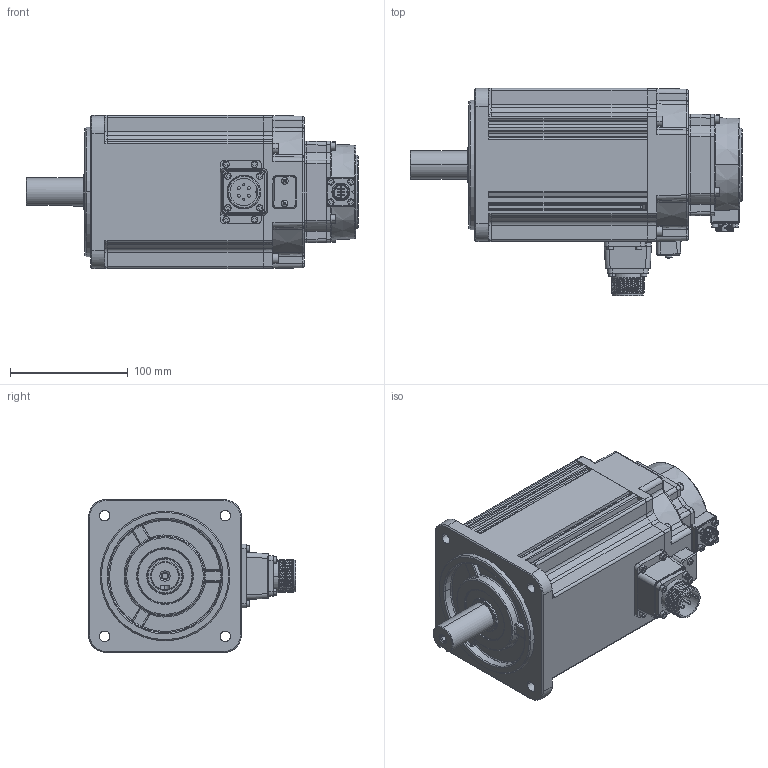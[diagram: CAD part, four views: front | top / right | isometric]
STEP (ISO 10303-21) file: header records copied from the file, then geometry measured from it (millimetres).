
FILE_DESCRIPTION (( 'STEP AP203' ), '1' );
FILE_NAME ('MS6G-130TL15BZ2-42P3.STEP', '2023-01-12T07:52:24', ( '' ), ( '' ), 'SwSTEP 2.0', 'SolidWorks 2016', '' );
FILE_SCHEMA (( 'CONFIG_CONTROL_DESIGN' ));
Length unit declared in the file: millimetre
Products named in the file (1): MS6G-130TL15BZ2-42P3
Bounding box: 282 x 175.9 x 130 mm (x, y, z)
Surface area: 182231.9 mm2 (no closed solid volume)
Topology: 0 solids, 79 shells, 1172 faces, 3504 edges, 2361 vertices
Faces by surface type: plane 421, cylinder 386, bspline 175, torus 113, cone 70, sphere 7
Entity records: 47685 total; most frequent: CARTESIAN_POINT 17992, ORIENTED_EDGE 5963, DIRECTION 5918, EDGE_CURVE 3477, VERTEX_POINT 2361, AXIS2_PLACEMENT_3D 2204, LINE 1510, VECTOR 1510
